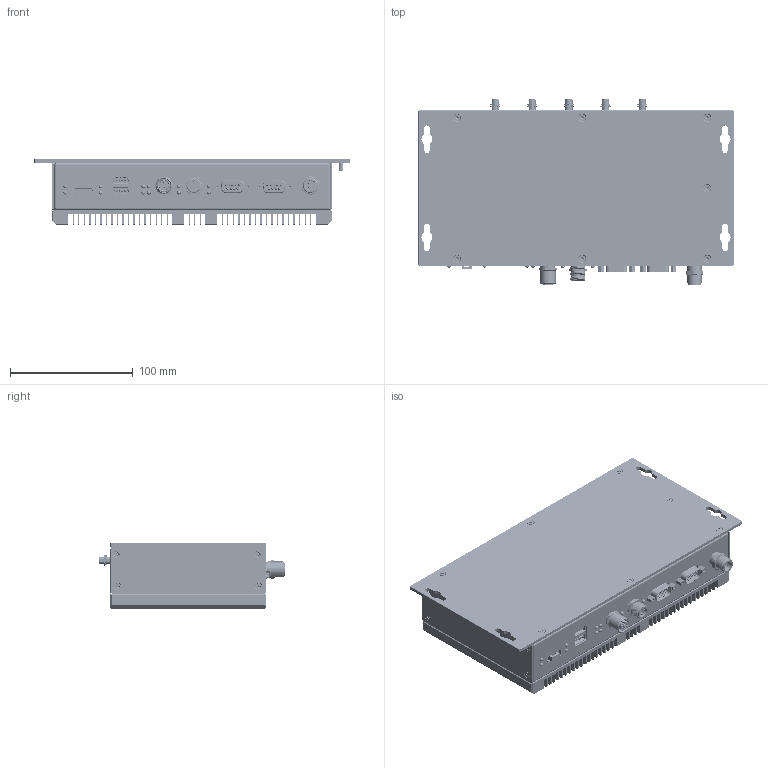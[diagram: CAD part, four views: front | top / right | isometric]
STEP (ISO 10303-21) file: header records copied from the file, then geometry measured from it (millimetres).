
FILE_DESCRIPTION(/* description */ (''),/* implementation_level */ '2;1');
FILE_NAME(/* name */ 'IPC-RSL81.stp',/* time_stamp */ '2020-02-13T14:56:03+01:00',/* author */ ('AM'),/* organization */ (''),/* preprocessor_version */ 'ST-DEVELOPER v17.2',/* originating_system */ 'Autodesk Inventor 2019',/* authorisation */ '');
FILE_SCHEMA (('AUTOMOTIVE_DESIGN { 1 0 10303 214 3 1 1 }'));
Products named in the file (1): IPC-RSL81_Shrinkwrap_1
Bounding box: 257.1 x 152 x 53.5 mm (x, y, z)
Volume: 348432 mm3; surface area: 308377 mm2
Topology: 11 solids, 11 shells, 8096 faces, 23034 edges, 15074 vertices
Faces by surface type: plane 5243, cylinder 1793, cone 541, bspline 281, sphere 126, torus 112
Full cylindrical faces by diameter (mm): 0.5 x5, 0.625 x5, 0.8 x24, 0.985 x5, 1 x26, 1.02 x8, 1.05 x18, 1.1 x4, 1.2 x1, 1.265 x5, 1.275 x15, 1.5 x4, 2 x17, 2.1 x4, 2.156 x4, 2.325 x5, 2.459 x5, 2.5 x5, 2.845 x4, 3 x19, 3.099 x8, 3.3 x12, 3.4 x13, 3.5 x11, 3.7 x4, 3.8 x5, 4 x1, 4.1 x5, 4.45 x8, 4.64 x5
Entity records: 301479 total; most frequent: CARTESIAN_POINT 81498, ORIENTED_EDGE 45934, DIRECTION 42662, EDGE_CURVE 22967, LINE 15252, VECTOR 15252, VERTEX_POINT 15074, AXIS2_PLACEMENT_3D 13705
